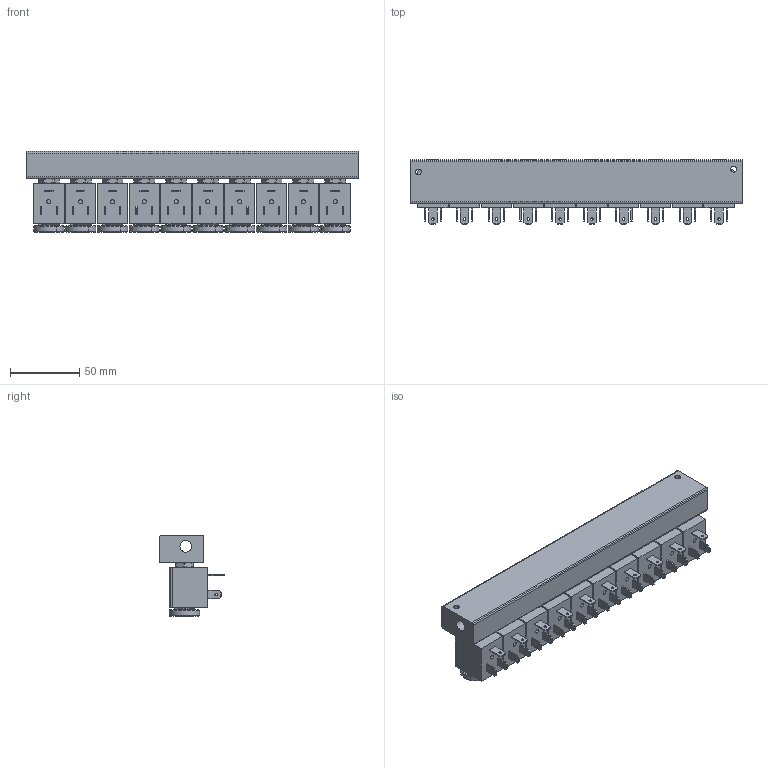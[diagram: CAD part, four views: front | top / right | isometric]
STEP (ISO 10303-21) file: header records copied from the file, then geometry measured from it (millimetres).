
FILE_DESCRIPTION((''),'2;1');
FILE_NAME('00_080_3.stp','2003-01-02T01:09:12',('Branislav Petkovic'),('AZ Pneumatica'),'AutoCAD STEP 2000i','AutoCAD 2000i','Via J. F. Kennedy, 26, 20020 Misinto (MI), ITALY');
FILE_SCHEMA(('CONFIG_CONTROL_DESIGN'));
Length unit declared in the file: millimetre
Products named in the file (10): 00_080_3; PART2; KOTVA I MAGNET; SIPKA; PODLOSKA; STEZAC; MAGNET; PART1; 521 LL90; PART1A
Assembly tree (16 placements, depth 4):
  00_080_3
    PART2
    KOTVA I MAGNET  x10
      SIPKA
      PODLOSKA
      STEZAC
      MAGNET
        PART1
  521 LL90
  PART1A
Bounding box: 240 x 46.9 x 59 mm (x, y, z)
Surface area: 117373.5 mm2 (no closed solid volume)
Topology: 0 solids, 41 shells, 1116 faces, 2676 edges, 1744 vertices
Faces by surface type: plane 518, cylinder 378, cone 200, torus 20
Entity records: 6028 total; most frequent: CARTESIAN_POINT 1221, DIRECTION 1020, ORIENTED_EDGE 866, EDGE_CURVE 433, AXIS2_PLACEMENT_3D 405, VERTEX_POINT 286, EDGE_LOOP 239, VECTOR 210
